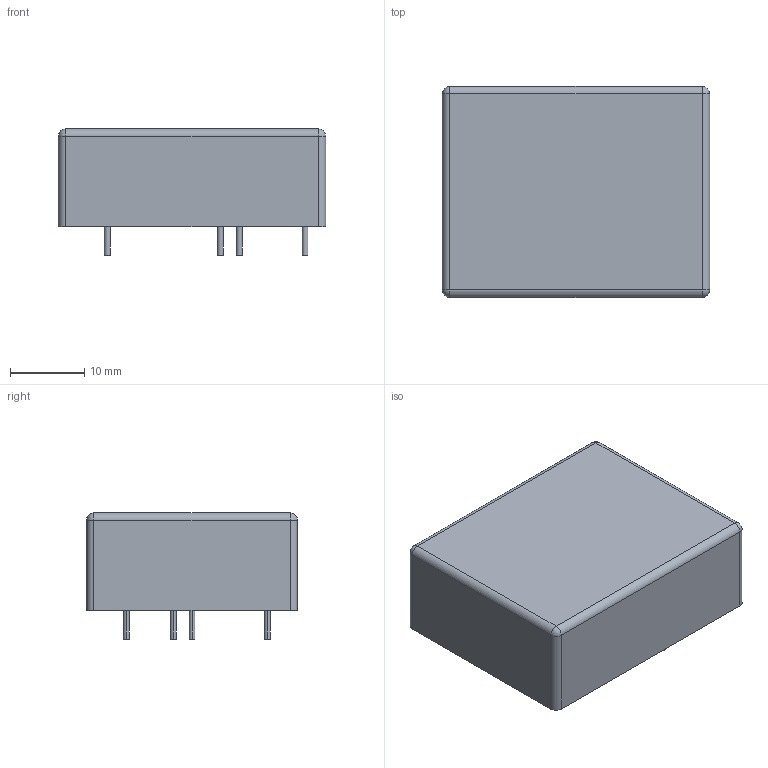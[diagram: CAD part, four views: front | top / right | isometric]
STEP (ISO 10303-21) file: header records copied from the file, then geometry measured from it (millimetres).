
FILE_DESCRIPTION((''),'2;1');
FILE_NAME('DCDC_EMCO_C.stp','2012-01-25T09:23:11',(''),(''),'Mechanical Desktop 2011','Mechanical Desktop 2011',', , ');
FILE_SCHEMA(('AUTOMOTIVE_DESIGN { 1 2 10303 214 1 1 1 1 }'));
Length unit declared in the file: millimetre
Products named in the file (1): Product
Bounding box: 36.07 x 28.45 x 17.01 mm (x, y, z)
Volume: 13522.9 mm3; surface area: 3743.6 mm2
Topology: 7 solids, 7 shells, 51 faces, 100 edges, 60 vertices
Faces by surface type: plane 27, cylinder 20, sphere 4
Entity records: 1331 total; most frequent: DIRECTION 244, CARTESIAN_POINT 208, ORIENTED_EDGE 192, AXIS2_PLACEMENT_3D 96, EDGE_CURVE 96, VERTEX_POINT 60, VECTOR 52, LINE 52
